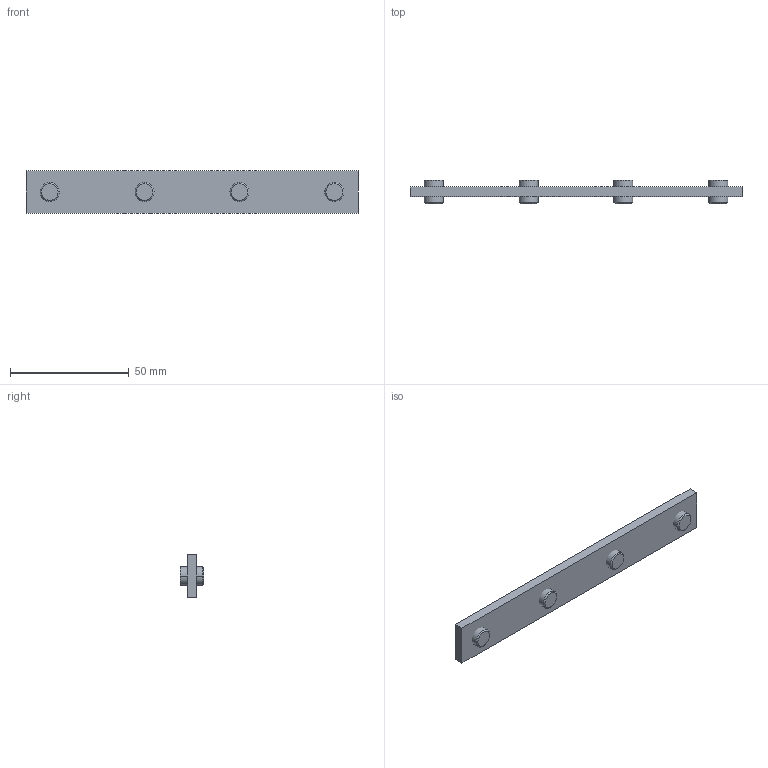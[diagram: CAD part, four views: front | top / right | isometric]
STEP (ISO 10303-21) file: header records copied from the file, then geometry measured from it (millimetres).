
FILE_DESCRIPTION (( 'STEP AP214' ), '1' );
FILE_NAME ('SNSD.30.50.55. Ëèíåéíûé ñîåäèíèòåëü ëåãêèé 140 ìì, ïàç 10(C10).STEP', '2014-11-21T12:15:22', ( 'XTreme.ws' ), ( 'XTreme.ws' ), 'SwSTEP 2.0', 'SolidWorks 2014', '' );
FILE_SCHEMA (( 'AUTOMOTIVE_DESIGN' ));
Length unit declared in the file: millimetre
Products named in the file (3): SNSD.30.50.55. Ëèíåéíûé ñîåäèíèòåëü ëåãêèé 140 ìì, ïàç 10(C10); SNSD.30.50.53. Ïëàñòèíà 120 ìì, ïàç 8 (Ñ09)C10_00; SNSD.30.50.53. Âèíò (Ñ09)C10_00
Assembly tree (5 placements, depth 2):
  SNSD.30.50.55. Ëèíåéíûé ñîåäèíèòåëü ëåãêèé 140 ìì, ïàç 10(C10)
    SNSD.30.50.53. Ïëàñòèíà 120 ìì, ïàç 8 (Ñ09)C10_00
    SNSD.30.50.53. Âèíò (Ñ09)C10_00  x4
Bounding box: 140 x 9.8 x 18 mm (x, y, z)
Volume: 11131 mm3; surface area: 7995.9 mm2
Topology: 5 solids, 5 shells, 86 faces, 188 edges, 120 vertices
Faces by surface type: plane 46, cylinder 24, cone 8, torus 8
Entity records: 1176 total; most frequent: DIRECTION 184, CARTESIAN_POINT 162, ORIENTED_EDGE 148, EDGE_CURVE 74, AXIS2_PLACEMENT_3D 70, VERTEX_POINT 48, VECTOR 44, LINE 44
